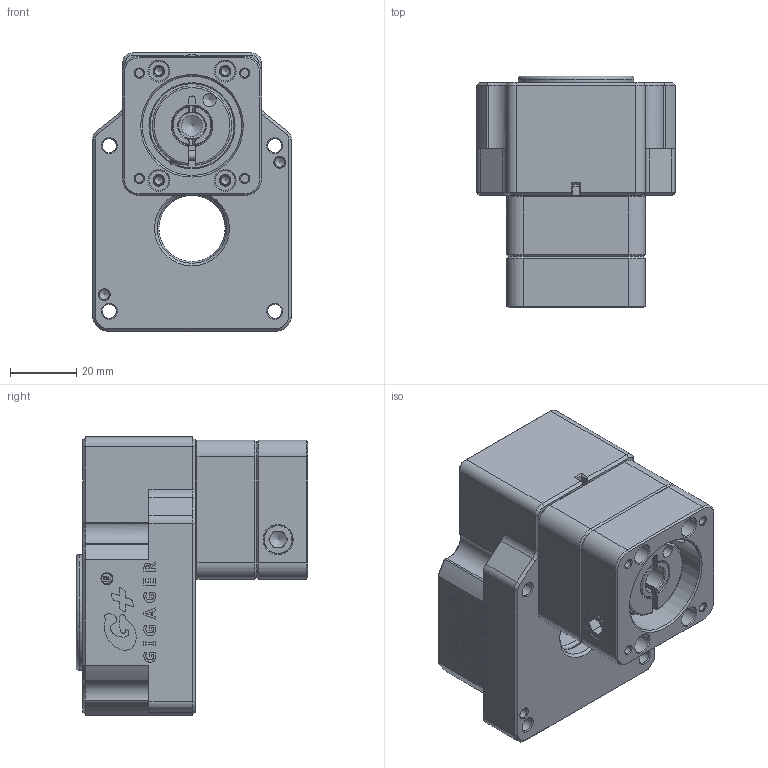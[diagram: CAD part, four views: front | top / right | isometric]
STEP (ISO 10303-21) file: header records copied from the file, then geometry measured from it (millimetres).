
FILE_DESCRIPTION (( 'STEP AP203' ), '1' );
FILE_NAME ('GSB60-05K-SV1.step', '2021-06-01T02:11:39', ( 'Microsoft' ), ( 'Microsoft' ), 'SwSTEP 2.0', 'SolidWorks 2019', '' );
FILE_SCHEMA (( 'CONFIG_CONTROL_DESIGN' ));
Length unit declared in the file: millimetre
Products named in the file (1): GSB60-05K-SV1
Bounding box: 60 x 70 x 84 mm (x, y, z)
Volume: 149325.6 mm3; surface area: 59855.1 mm2
Topology: 10 solids, 10 shells, 862 faces, 2167 edges, 1370 vertices
Faces by surface type: plane 330, bspline 200, cone 172, cylinder 147, torus 13
Full cylindrical faces by diameter (mm): 2.5 x19, 3 x3, 3.2 x1, 3.3 x6, 3.5 x4, 4 x7, 4.2 x4, 5 x4, 5.5 x1, 6 x4, 6.5 x4, 8 x1, 8.4 x1, 8.5 x2, 9 x4, 10 x2, 11.6 x1, 12 x2, 15 x1, 20 x1, 21 x1, 25 x1, 25.4 x1, 28 x1, 30 x2, 34 x1, 35 x2, 36 x1, 42 x2, 45 x1
Entity records: 33768 total; most frequent: CARTESIAN_POINT 15547, ORIENTED_EDGE 3750, DIRECTION 3183, EDGE_CURVE 1875, VERTEX_POINT 1293, EDGE_LOOP 1178, AXIS2_PLACEMENT_3D 1115, FACE_OUTER_BOUND 960
